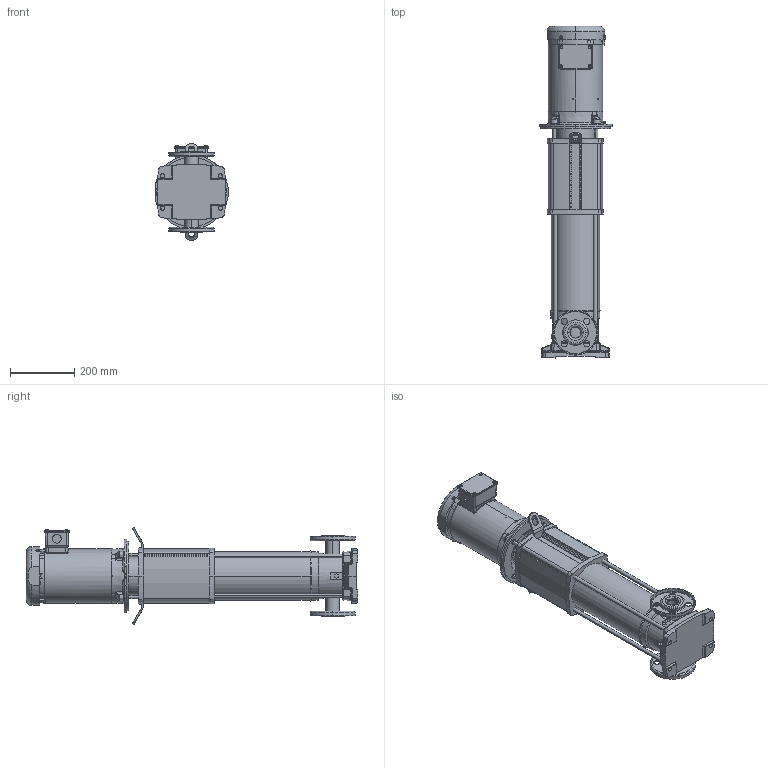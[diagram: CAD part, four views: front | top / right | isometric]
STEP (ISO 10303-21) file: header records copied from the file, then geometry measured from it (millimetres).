
FILE_DESCRIPTION (( 'STEP AP203' ), '1' );
FILE_NAME ('HELIX V10-14_575V.step', '2017-10-26T17:33:58', ( '' ), ( '' ), 'SwSTEP 2.0', 'SolidWorks 2017', '' );
FILE_SCHEMA (( 'CONFIG_CONTROL_DESIGN' ));
Length unit declared in the file: inch
Products named in the file (6): BALDOR NEMA V2 3HP; socket head cap screw_ai_HX-SHCS 0.375-16x1.75x1.25-N; HELIX V10-14_575V; Helix Base 10-30; ANSI Flange 1.25 IN; HELIX V10-14_208-230-460V
Assembly tree (9 placements, depth 2):
  HELIX V10-14_575V
    HELIX V10-14_208-230-460V
    ANSI Flange 1.25 IN  x2
    Helix Base 10-30
    BALDOR NEMA V2 3HP
    socket head cap screw_ai_HX-SHCS 0.375-16x1.75x1.25-N  x4
Bounding box: 225.51 x 1029.69 x 300 mm (x, y, z)
Volume: 11047200.2 mm3; surface area: 1394524.3 mm2
Topology: 20 solids, 21 shells, 2461 faces, 6489 edges, 4187 vertices
Faces by surface type: plane 1263, cylinder 698, cone 148, bspline 147, torus 105, sphere 100
Entity records: 97151 total; most frequent: CARTESIAN_POINT 42201, ORIENTED_EDGE 12370, DIRECTION 9268, EDGE_CURVE 6189, VERTEX_POINT 4022, VECTOR 3124, LINE 3124, AXIS2_PLACEMENT_3D 3072
